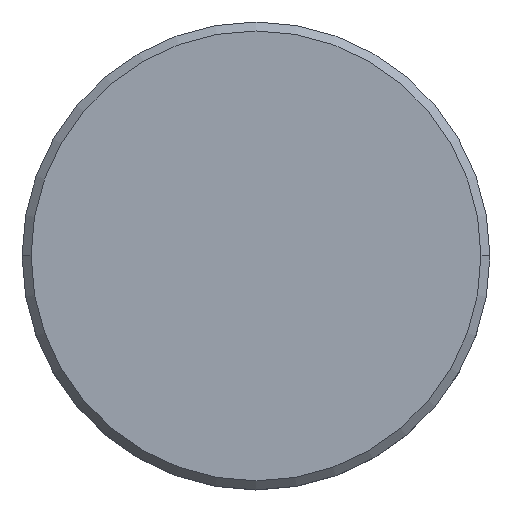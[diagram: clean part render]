
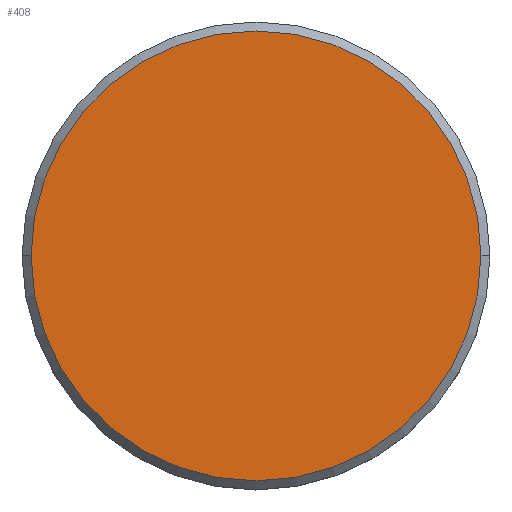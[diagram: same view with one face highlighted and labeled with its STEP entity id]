
A CAD part, top view. The second image highlights one B-rep face of the part: STEP entity #408.
In plain terms, the highlighted planar face has unit normal (0, 0, 1).
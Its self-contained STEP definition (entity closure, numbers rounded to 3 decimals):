
#10 = VERTEX_POINT ( 'NONE', #28 ) ;
#26 = DIRECTION ( 'NONE',  ( 0., 0., 1. ) ) ;
#28 = CARTESIAN_POINT ( 'NONE',  ( -12.5, 0., 0. ) ) ;
#96 = DIRECTION ( 'NONE',  ( 0., 0., 1. ) ) ;
#134 = EDGE_LOOP ( 'NONE', ( #694, #406 ) ) ;
#164 = AXIS2_PLACEMENT_3D ( 'NONE', #380, #248, #923 ) ;
#248 = DIRECTION ( 'NONE',  ( 0., 0., 1. ) ) ;
#361 = FACE_OUTER_BOUND ( 'NONE', #134, .T. ) ;
#380 = CARTESIAN_POINT ( 'NONE',  ( 0., 0., 0. ) ) ;
#395 = CIRCLE ( 'NONE', #701, 12.5 ) ;
#399 = EDGE_CURVE ( 'NONE', #10, #802, #861, .T. ) ;
#406 = ORIENTED_EDGE ( 'NONE', *, *, #1093, .T. ) ;
#408 = ADVANCED_FACE ( 'NONE', ( #361 ), #813, .T. ) ;
#434 = CARTESIAN_POINT ( 'NONE',  ( 12.5, 0., 0. ) ) ;
#694 = ORIENTED_EDGE ( 'NONE', *, *, #399, .T. ) ;
#701 = AXIS2_PLACEMENT_3D ( 'NONE', #1124, #26, #1025 ) ;
#710 = CARTESIAN_POINT ( 'NONE',  ( 0., 0., 0. ) ) ;
#802 = VERTEX_POINT ( 'NONE', #434 ) ;
#813 = PLANE ( 'NONE',  #938 ) ;
#861 = CIRCLE ( 'NONE', #164, 12.5 ) ;
#899 = DIRECTION ( 'NONE',  ( 1., 0., 0. ) ) ;
#923 = DIRECTION ( 'NONE',  ( 1., 0., 0. ) ) ;
#938 = AXIS2_PLACEMENT_3D ( 'NONE', #710, #96, #899 ) ;
#1025 = DIRECTION ( 'NONE',  ( 1., 0., 0. ) ) ;
#1093 = EDGE_CURVE ( 'NONE', #802, #10, #395, .T. ) ;
#1124 = CARTESIAN_POINT ( 'NONE',  ( 0., 0., 0. ) ) ;
